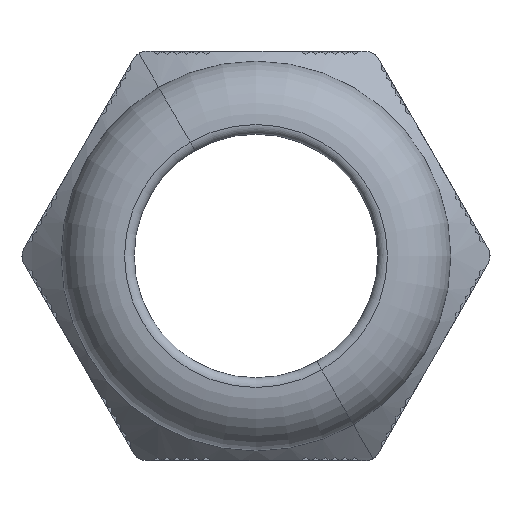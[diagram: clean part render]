
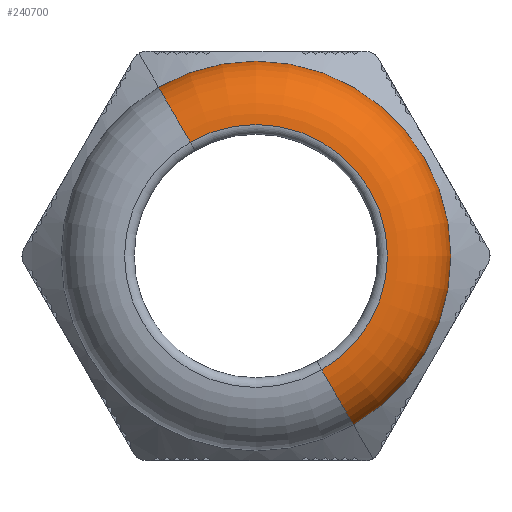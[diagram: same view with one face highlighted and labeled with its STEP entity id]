
A CAD part, left-side view. The second image highlights one B-rep face of the part: STEP entity #240700.
In plain terms, the highlighted toroidal (fillet/blend) face has major radius 13.5 mm and minor radius 6.5 mm.
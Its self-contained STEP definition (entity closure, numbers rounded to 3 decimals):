
#239950=CARTESIAN_POINT('',(-25.5,0.,0.));
#239960=DIRECTION('',(1.,-0.,-0.));
#239970=DIRECTION('',(0.,0.,-1.));
#239980=AXIS2_PLACEMENT_3D('',#239950,#239960,#239970);
#239990=CIRCLE('',#239980,13.5);
#240000=CARTESIAN_POINT('',(-25.5,0.,13.5));
#240010=VERTEX_POINT('',#240000);
#240020=CARTESIAN_POINT('',(-25.5,-13.5,0.));
#240030=VERTEX_POINT('',#240020);
#240040=EDGE_CURVE('',#240010,#240030,#239990,.T.);
#240230=CARTESIAN_POINT('',(-25.5,13.5,0.));
#240240=VERTEX_POINT('',#240230);
#240270=EDGE_CURVE('',#240240,#240010,#239990,.T.);
#240320=CARTESIAN_POINT('',(-19.,0.,0.));
#240330=DIRECTION('',(1.,-0.,-0.));
#240340=DIRECTION('',(0.,-1.,0.));
#240350=AXIS2_PLACEMENT_3D('',#240320,#240330,#240340);
#240360=TOROIDAL_SURFACE('',#240350,13.5,6.5);
#240370=CARTESIAN_POINT('',(-19.,13.5,0.));
#240380=DIRECTION('',(0.,0.,1.));
#240390=DIRECTION('',(-1.,0.,0.));
#240400=AXIS2_PLACEMENT_3D('',#240370,#240380,#240390);
#240410=CIRCLE('',#240400,6.5);
#240420=CARTESIAN_POINT('',(-19.,20.,0.));
#240430=VERTEX_POINT('',#240420);
#240440=EDGE_CURVE('',#240430,#240240,#240410,.T.);
#240450=ORIENTED_EDGE('',*,*,#240440,.T.);
#240460=CARTESIAN_POINT('',(-19.,0.,0.));
#240470=DIRECTION('',(1.,-0.,-0.));
#240480=DIRECTION('',(0.,0.,-1.));
#240490=AXIS2_PLACEMENT_3D('',#240460,#240470,#240480);
#240500=CIRCLE('',#240490,20.);
#240510=CARTESIAN_POINT('',(-19.,0.,20.));
#240520=VERTEX_POINT('',#240510);
#240530=EDGE_CURVE('',#240430,#240520,#240500,.T.);
#240540=ORIENTED_EDGE('',*,*,#240530,.F.);
#240550=CARTESIAN_POINT('',(-19.,-20.,0.));
#240560=VERTEX_POINT('',#240550);
#240570=EDGE_CURVE('',#240520,#240560,#240500,.T.);
#240580=ORIENTED_EDGE('',*,*,#240570,.F.);
#240590=CARTESIAN_POINT('',(-19.,-13.5,0.));
#240600=DIRECTION('',(0.,0.,-1.));
#240610=DIRECTION('',(-1.,0.,0.));
#240620=AXIS2_PLACEMENT_3D('',#240590,#240600,#240610);
#240630=CIRCLE('',#240620,6.5);
#240640=EDGE_CURVE('',#240560,#240030,#240630,.T.);
#240650=ORIENTED_EDGE('',*,*,#240640,.F.);
#240660=ORIENTED_EDGE('',*,*,#240040,.T.);
#240670=ORIENTED_EDGE('',*,*,#240270,.T.);
#240680=EDGE_LOOP('',(#240670,#240660,#240650,#240580,#240540,#240450));
#240690=FACE_OUTER_BOUND('',#240680,.T.);
#240700=ADVANCED_FACE('',(#240690),#240360,.T.);
